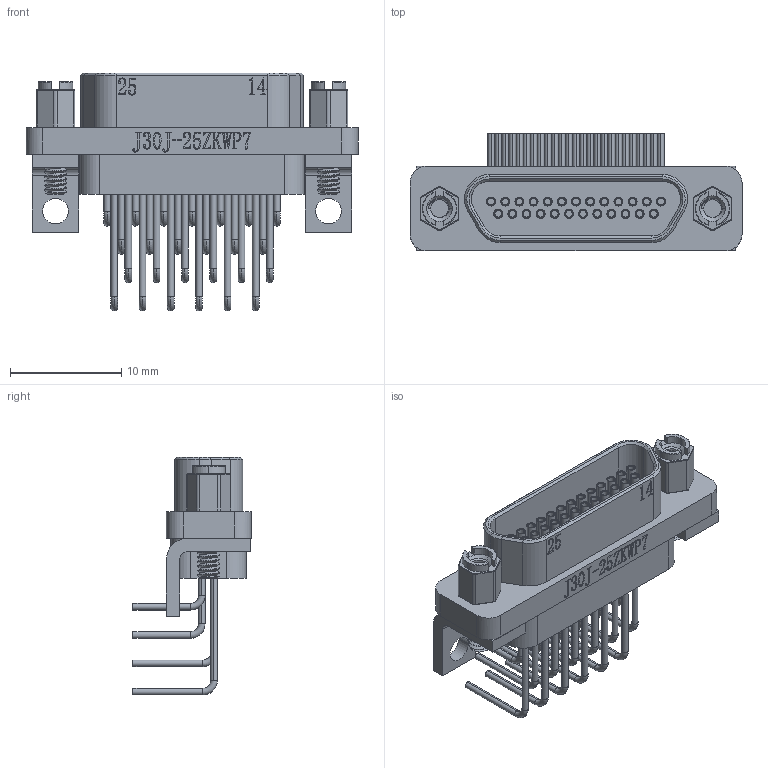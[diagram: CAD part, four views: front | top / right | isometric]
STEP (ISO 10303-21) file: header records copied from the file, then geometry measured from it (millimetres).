
FILE_DESCRIPTION (( 'STEP AP203' ), '1' );
FILE_NAME ('FMD005-F025BDRD-00.STEP', '2025-12-17T09:01:23', ( '' ), ( '' ), 'SwSTEP 2.0', 'SolidWorks 2021', '' );
FILE_SCHEMA (( 'CONFIG_CONTROL_DESIGN' ));
Length unit declared in the file: millimetre
Products named in the file (1): FMD005-F025BDRD-00
Bounding box: 29.8 x 10.6 x 21.36 mm (x, y, z)
Volume: 1453 mm3; surface area: 2625.2 mm2
Topology: 1 solids, 1 shells, 1420 faces, 3707 edges, 2408 vertices
Faces by surface type: plane 651, cylinder 346, bspline 273, torus 80, cone 70
Entity records: 56572 total; most frequent: CARTESIAN_POINT 23213, ORIENTED_EDGE 7414, DIRECTION 6093, EDGE_CURVE 3707, VERTEX_POINT 2408, LINE 2229, VECTOR 2229, AXIS2_PLACEMENT_3D 1932
